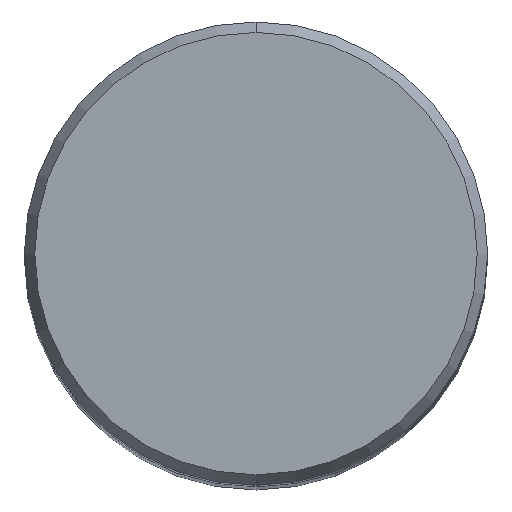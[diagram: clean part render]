
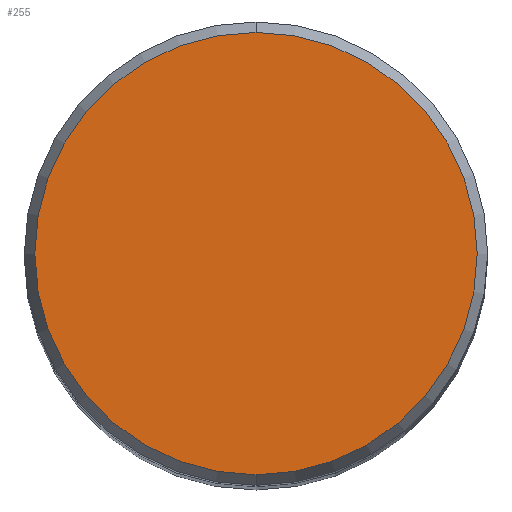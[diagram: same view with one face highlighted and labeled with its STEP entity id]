
A CAD part, top view. The second image highlights one B-rep face of the part: STEP entity #255.
In plain terms, the highlighted planar face has unit normal (0, 0, 1).
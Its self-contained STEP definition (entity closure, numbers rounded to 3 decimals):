
#179=EDGE_CURVE('',#197,#271,#408,.T.);
#197=VERTEX_POINT('',#429);
#255=ADVANCED_FACE('',(#496),#497,.T.);
#271=VERTEX_POINT('',#513);
#297=EDGE_CURVE('',#271,#197,#544,.T.);
#408=CIRCLE('',#659,24.255);
#429=CARTESIAN_POINT('',(0.,-24.255,0.01));
#496=FACE_OUTER_BOUND('',#766,.T.);
#497=PLANE('',#767);
#513=CARTESIAN_POINT('',(0.0,24.255,0.01));
#544=CIRCLE('',#828,24.255);
#659=AXIS2_PLACEMENT_3D('',#977,#978,#979);
#766=EDGE_LOOP('',(#1083,#1084));
#767=AXIS2_PLACEMENT_3D('',#1085,#1086,#1087);
#828=AXIS2_PLACEMENT_3D('',#1144,#1145,#1146);
#977=CARTESIAN_POINT('',(0.0,0.0,0.01));
#978=DIRECTION('',(0.0,0.0,-1.0));
#979=DIRECTION('',(0.0,1.0,0.0));
#1083=ORIENTED_EDGE('',*,*,#297,.F.);
#1084=ORIENTED_EDGE('',*,*,#179,.F.);
#1085=CARTESIAN_POINT('',(0.0,12.127,0.01));
#1086=DIRECTION('',(-0.0,0.0,1.0));
#1087=DIRECTION('',(0.0,-1.0,0.0));
#1144=CARTESIAN_POINT('',(0.0,0.0,0.01));
#1145=DIRECTION('',(0.0,0.0,-1.0));
#1146=DIRECTION('',(0.0,1.0,0.0));
